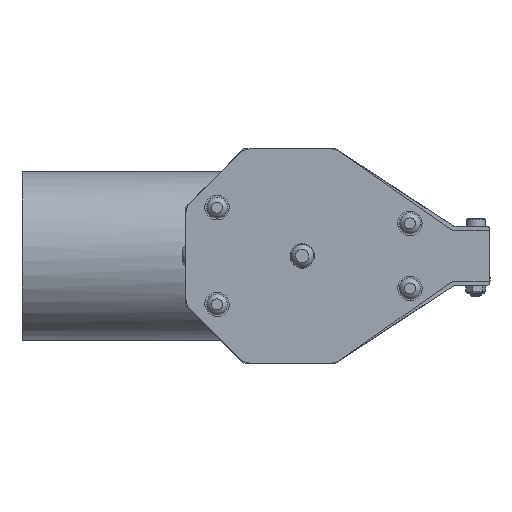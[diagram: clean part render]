
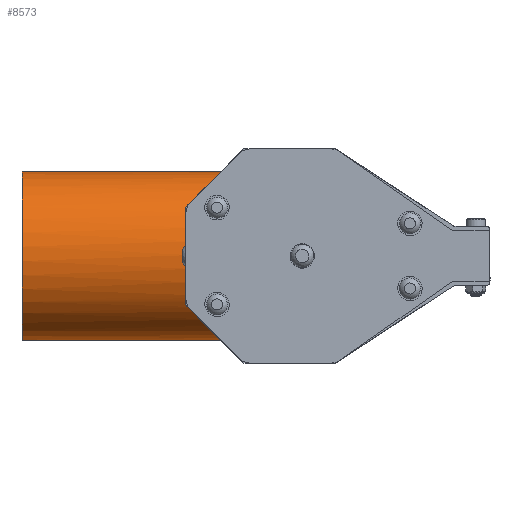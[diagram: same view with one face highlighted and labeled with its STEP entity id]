
A CAD part, left-side view. The second image highlights one B-rep face of the part: STEP entity #8573.
In plain terms, the highlighted cylindrical face has radius 38.1 mm (diameter 76.2 mm), a full revolution.
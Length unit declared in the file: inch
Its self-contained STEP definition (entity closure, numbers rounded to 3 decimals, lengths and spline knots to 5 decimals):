
#15=ELLIPSE('',#9646,2.12132,1.5);
#16=ELLIPSE('',#9655,2.12132,1.5);
#580=FACE_BOUND('',#3725,.T.);
#1020=LINE('',#36184,#1320);
#1029=LINE('',#36223,#1329);
#1320=VECTOR('',#12094,0.3937);
#1329=VECTOR('',#12123,0.3937);
#1614=CIRCLE('',#8631,1.5);
#2065=CIRCLE('',#9644,1.5);
#2066=CIRCLE('',#9649,1.5);
#2067=CIRCLE('',#9652,1.5);
#2069=CIRCLE('',#9659,1.5);
#2219=CYLINDRICAL_SURFACE('',#9664,1.5);
#2831=FACE_OUTER_BOUND('',#3724,.T.);
#3724=EDGE_LOOP('',(#7929,#7930,#7931,#7932,#7933,#7934,#7935,#7936,#7937,
#7938,#7939,#7940));
#3725=EDGE_LOOP('',(#7941));
#3806=B_SPLINE_CURVE_WITH_KNOTS('',3,(#36171,#36172,#36173,#36174,#36175,
#36176),.UNSPECIFIED.,.F.,.F.,(4,2,4),(0.24736,0.3156,
0.37841),.UNSPECIFIED.);
#3807=B_SPLINE_CURVE_WITH_KNOTS('',3,(#36192,#36193,#36194,#36195,#36196,
#36197),.UNSPECIFIED.,.F.,.F.,(4,2,4),(0.119,0.18106,
0.2478),.UNSPECIFIED.);
#3808=B_SPLINE_CURVE_WITH_KNOTS('',3,(#36207,#36208,#36209,#36210,#36211,
#36212),.UNSPECIFIED.,.F.,.F.,(4,2,4),(0.73751,0.80426,
0.86631),.UNSPECIFIED.);
#3809=B_SPLINE_CURVE_WITH_KNOTS('',3,(#36228,#36229,#36230,#36231,#36232,
#36233),.UNSPECIFIED.,.F.,.F.,(4,2,4),(0.61785,0.68066,
0.7489),.UNSPECIFIED.);
#3886=VERTEX_POINT('',#31384);
#3887=VERTEX_POINT('',#31385);
#4582=VERTEX_POINT('',#36159);
#4583=VERTEX_POINT('',#36162);
#4584=VERTEX_POINT('',#36163);
#4586=VERTEX_POINT('',#36170);
#4587=VERTEX_POINT('',#36179);
#4588=VERTEX_POINT('',#36183);
#4589=VERTEX_POINT('',#36187);
#4590=VERTEX_POINT('',#36191);
#4591=VERTEX_POINT('',#36200);
#4593=VERTEX_POINT('',#36206);
#4595=VERTEX_POINT('',#36217);
#4703=EDGE_CURVE('',#3886,#3887,#1614,.T.);
#5684=EDGE_CURVE('',#4582,#4582,#2065,.T.);
#5685=EDGE_CURVE('',#4583,#4584,#15,.T.);
#5689=EDGE_CURVE('',#4586,#4583,#3806,.T.);
#5691=EDGE_CURVE('',#4587,#4586,#2066,.T.);
#5693=EDGE_CURVE('',#4588,#4587,#1020,.T.);
#5695=EDGE_CURVE('',#4589,#4588,#2067,.T.);
#5697=EDGE_CURVE('',#4590,#4589,#3807,.T.);
#5699=EDGE_CURVE('',#4591,#4590,#16,.T.);
#5702=EDGE_CURVE('',#4593,#4591,#3808,.T.);
#5705=EDGE_CURVE('',#4595,#4593,#2069,.T.);
#5708=EDGE_CURVE('',#3887,#4595,#1029,.T.);
#5711=EDGE_CURVE('',#4584,#3886,#3809,.T.);
#7929=ORIENTED_EDGE('',*,*,#4703,.T.);
#7930=ORIENTED_EDGE('',*,*,#5708,.T.);
#7931=ORIENTED_EDGE('',*,*,#5705,.T.);
#7932=ORIENTED_EDGE('',*,*,#5702,.T.);
#7933=ORIENTED_EDGE('',*,*,#5699,.T.);
#7934=ORIENTED_EDGE('',*,*,#5697,.T.);
#7935=ORIENTED_EDGE('',*,*,#5695,.T.);
#7936=ORIENTED_EDGE('',*,*,#5693,.T.);
#7937=ORIENTED_EDGE('',*,*,#5691,.T.);
#7938=ORIENTED_EDGE('',*,*,#5689,.T.);
#7939=ORIENTED_EDGE('',*,*,#5685,.T.);
#7940=ORIENTED_EDGE('',*,*,#5711,.T.);
#7941=ORIENTED_EDGE('',*,*,#5684,.F.);
#8573=ADVANCED_FACE('',(#2831,#580),#2219,.T.);
#8631=AXIS2_PLACEMENT_3D('',#31386,#9765,#9766);
#9644=AXIS2_PLACEMENT_3D('',#36160,#12075,#12076);
#9646=AXIS2_PLACEMENT_3D('',#36164,#12079,#12080);
#9649=AXIS2_PLACEMENT_3D('',#36180,#12089,#12090);
#9652=AXIS2_PLACEMENT_3D('',#36188,#12098,#12099);
#9655=AXIS2_PLACEMENT_3D('',#36201,#12106,#12107);
#9659=AXIS2_PLACEMENT_3D('',#36218,#12117,#12118);
#9664=AXIS2_PLACEMENT_3D('',#36234,#12131,#12132);
#9765=DIRECTION('center_axis',(0.,1.,0.));
#9766=DIRECTION('ref_axis',(-0.695,0.,-0.719));
#12075=DIRECTION('center_axis',(0.,1.,0.));
#12076=DIRECTION('ref_axis',(-0.695,0.,-0.719));
#12079=DIRECTION('center_axis',(0.,0.707,
-0.707));
#12080=DIRECTION('ref_axis',(0.,-0.707,-0.707));
#12089=DIRECTION('center_axis',(0.,1.,0.));
#12090=DIRECTION('ref_axis',(-0.695,0.,-0.719));
#12094=DIRECTION('',(0.,-1.,0.));
#12098=DIRECTION('center_axis',(0.,1.,0.));
#12099=DIRECTION('ref_axis',(-0.695,0.,-0.719));
#12106=DIRECTION('center_axis',(0.,0.707,
0.707));
#12107=DIRECTION('ref_axis',(0.,0.707,-0.707));
#12117=DIRECTION('center_axis',(0.,1.,0.));
#12118=DIRECTION('ref_axis',(-0.695,0.,-0.719));
#12123=DIRECTION('',(0.,1.,0.));
#12131=DIRECTION('center_axis',(0.,1.,0.));
#12132=DIRECTION('ref_axis',(-0.695,0.,-0.719));
#31384=CARTESIAN_POINT('',(-1.28758,-1.10155,-0.76951));
#31385=CARTESIAN_POINT('',(-1.33098,-1.10155,-0.69174));
#31386=CARTESIAN_POINT('Origin',(0.,-1.10155,
0.));
#36159=CARTESIAN_POINT('',(1.0429,1.94845,1.07813));
#36160=CARTESIAN_POINT('Origin',(0.,1.94845,
0.));
#36162=CARTESIAN_POINT('',(1.26125,-1.11913,-0.81194));
#36163=CARTESIAN_POINT('',(-1.26125,-1.11913,-0.81194));
#36164=CARTESIAN_POINT('Origin',(0.,-0.30719,
0.));
#36170=CARTESIAN_POINT('',(1.28758,-1.10155,-0.76951));
#36171=CARTESIAN_POINT('Ctrl Pts',(1.28758,-1.10155,-0.76951));
#36172=CARTESIAN_POINT('Ctrl Pts',(1.28298,-1.10155,-0.7772));
#36173=CARTESIAN_POINT('Ctrl Pts',(1.27797,-1.10311,-0.78542));
#36174=CARTESIAN_POINT('Ctrl Pts',(1.26885,-1.10935,-0.80006));
#36175=CARTESIAN_POINT('Ctrl Pts',(1.2647,-1.11377,-0.80658));
#36176=CARTESIAN_POINT('Ctrl Pts',(1.26125,-1.11913,-0.81194));
#36179=CARTESIAN_POINT('',(1.33098,-1.10155,-0.69174));
#36180=CARTESIAN_POINT('Origin',(0.,-1.10155,
0.));
#36183=CARTESIAN_POINT('',(1.33098,-1.05155,-0.69174));
#36184=CARTESIAN_POINT('',(1.33098,-2.05155,-0.69174));
#36187=CARTESIAN_POINT('',(1.31333,-1.05155,0.72469));
#36188=CARTESIAN_POINT('Origin',(0.,-1.05155,
0.));
#36191=CARTESIAN_POINT('',(1.28901,-1.06913,0.76711));
#36192=CARTESIAN_POINT('Ctrl Pts',(1.28901,-1.06913,0.76711));
#36193=CARTESIAN_POINT('Ctrl Pts',(1.29219,-1.06377,0.76176));
#36194=CARTESIAN_POINT('Ctrl Pts',(1.29604,-1.05933,0.75521));
#36195=CARTESIAN_POINT('Ctrl Pts',(1.30448,-1.0531,0.74055));
#36196=CARTESIAN_POINT('Ctrl Pts',(1.3091,-1.05155,0.73236));
#36197=CARTESIAN_POINT('Ctrl Pts',(1.31333,-1.05155,0.72469));
#36200=CARTESIAN_POINT('',(-1.28901,-1.06913,0.76711));
#36201=CARTESIAN_POINT('Origin',(0.,-0.30201,
0.));
#36206=CARTESIAN_POINT('',(-1.31333,-1.05155,0.72469));
#36207=CARTESIAN_POINT('Ctrl Pts',(-1.31333,-1.05155,0.72469));
#36208=CARTESIAN_POINT('Ctrl Pts',(-1.3091,-1.05155,
0.73236));
#36209=CARTESIAN_POINT('Ctrl Pts',(-1.30448,-1.0531,
0.74055));
#36210=CARTESIAN_POINT('Ctrl Pts',(-1.29604,-1.05933,
0.75521));
#36211=CARTESIAN_POINT('Ctrl Pts',(-1.29219,-1.06377,
0.76176));
#36212=CARTESIAN_POINT('Ctrl Pts',(-1.28901,-1.06913,
0.76711));
#36217=CARTESIAN_POINT('',(-1.33098,-1.05155,-0.69174));
#36218=CARTESIAN_POINT('Origin',(0.,-1.05155,
0.));
#36223=CARTESIAN_POINT('',(-1.33098,-2.05155,-0.69174));
#36228=CARTESIAN_POINT('Ctrl Pts',(-1.26125,-1.11913,
-0.81194));
#36229=CARTESIAN_POINT('Ctrl Pts',(-1.2647,-1.11377,
-0.80658));
#36230=CARTESIAN_POINT('Ctrl Pts',(-1.26885,-1.10935,
-0.80006));
#36231=CARTESIAN_POINT('Ctrl Pts',(-1.27797,-1.10311,-0.78542));
#36232=CARTESIAN_POINT('Ctrl Pts',(-1.28298,-1.10155,
-0.7772));
#36233=CARTESIAN_POINT('Ctrl Pts',(-1.28758,-1.10155,
-0.76951));
#36234=CARTESIAN_POINT('Origin',(0.,-2.05155,
0.));
